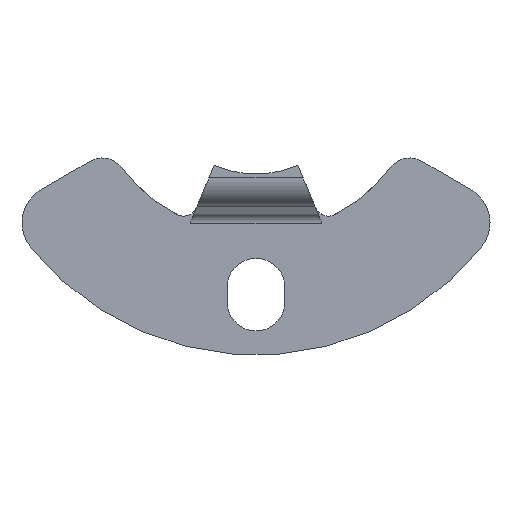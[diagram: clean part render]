
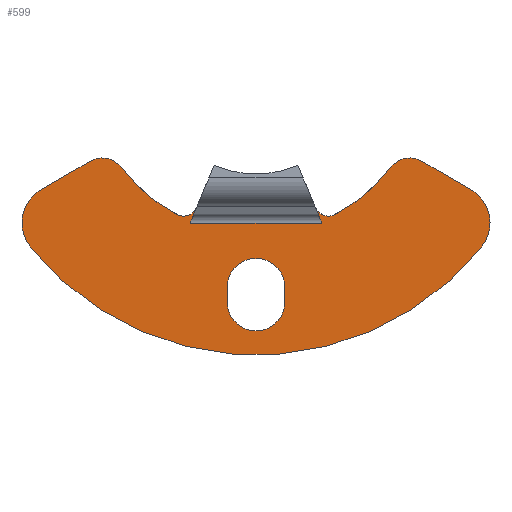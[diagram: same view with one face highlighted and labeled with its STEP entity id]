
A CAD part, front view. The second image highlights one B-rep face of the part: STEP entity #599.
In plain terms, the highlighted planar face has unit normal (0, -1, 0).
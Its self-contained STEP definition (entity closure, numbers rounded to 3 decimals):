
#1=DIRECTION('',(0.,0.,1.));
#2=VECTOR('',#1,3.);
#3=CARTESIAN_POINT('',(6.,0.,-49.));
#4=LINE('',#3,#2);
#5=CARTESIAN_POINT('',(0.,0.,-46.));
#6=DIRECTION('',(0.,-1.,0.));
#7=DIRECTION('',(1.,0.,0.));
#8=AXIS2_PLACEMENT_3D('',#5,#6,#7);
#10=DIRECTION('',(0.,0.,-1.));
#11=VECTOR('',#10,3.);
#12=CARTESIAN_POINT('',(-6.,0.,-46.));
#13=LINE('',#12,#11);
#14=CARTESIAN_POINT('',(0.,0.,-49.));
#15=DIRECTION('',(0.,-1.,0.));
#16=DIRECTION('',(-1.,0.,0.));
#17=AXIS2_PLACEMENT_3D('',#14,#15,#16);
#19=DIRECTION('',(0.,0.,1.));
#20=VECTOR('',#19,0.387);
#21=CARTESIAN_POINT('',(13.5,0.,-32.678));
#22=LINE('',#21,#20);
#23=CARTESIAN_POINT('',(0.,0.,0.));
#24=DIRECTION('',(0.,-1.,0.));
#25=DIRECTION('',(0.471,0.,-0.882));
#26=AXIS2_PLACEMENT_3D('',#23,#24,#25);
#28=CARTESIAN_POINT('',(31.869,0.,-24.173));
#29=DIRECTION('',(0.,-1.,0.));
#30=DIRECTION('',(0.5,0.,0.866));
#31=AXIS2_PLACEMENT_3D('',#28,#29,#30);
#33=DIRECTION('',(0.866,0.,-0.5));
#34=VECTOR('',#33,11.695);
#35=CARTESIAN_POINT('',(34.369,0.,-19.843));
#36=LINE('',#35,#34);
#37=CARTESIAN_POINT('',(40.497,0.,-32.619));
#38=DIRECTION('',(0.,-1.,0.));
#39=DIRECTION('',(0.779,0.,-0.627));
#40=AXIS2_PLACEMENT_3D('',#37,#38,#39);
#42=CARTESIAN_POINT('',(0.,0.,0.));
#43=DIRECTION('',(0.,1.,0.));
#44=DIRECTION('',(0.779,0.,-0.627));
#45=AXIS2_PLACEMENT_3D('',#42,#43,#44);
#47=CARTESIAN_POINT('',(-40.497,0.,-32.619));
#48=DIRECTION('',(0.,-1.,0.));
#49=DIRECTION('',(-0.5,0.,0.866));
#50=AXIS2_PLACEMENT_3D('',#47,#48,#49);
#52=DIRECTION('',(0.866,0.,0.5));
#53=VECTOR('',#52,11.695);
#54=CARTESIAN_POINT('',(-44.497,0.,-25.69));
#55=LINE('',#54,#53);
#56=CARTESIAN_POINT('',(-31.869,0.,-24.173));
#57=DIRECTION('',(0.,-1.,0.));
#58=DIRECTION('',(0.797,0.,0.604));
#59=AXIS2_PLACEMENT_3D('',#56,#57,#58);
#61=CARTESIAN_POINT('',(0.,0.,0.));
#62=DIRECTION('',(0.,-1.,0.));
#63=DIRECTION('',(-0.797,0.,-0.604));
#64=AXIS2_PLACEMENT_3D('',#61,#62,#63);
#66=DIRECTION('',(0.,0.,1.));
#67=VECTOR('',#66,0.387);
#68=CARTESIAN_POINT('',(-13.5,0.,-32.678));
#69=LINE('',#68,#67);
#70=DIRECTION('',(1.,0.,0.));
#71=VECTOR('',#70,27.);
#72=CARTESIAN_POINT('',(-13.5,0.,-32.678));
#73=LINE('',#72,#71);
#235=CARTESIAN_POINT('',(-15.06,0.,-28.235));
#236=DIRECTION('',(0.,1.,0.));
#237=DIRECTION('',(0.923,0.,-0.385));
#238=AXIS2_PLACEMENT_3D('',#235,#236,#237);
#244=DIRECTION('',(-0.385,0.,-0.923));
#245=VECTOR('',#244,3.145);
#246=CARTESIAN_POINT('',(-12.29,0.,-29.389));
#247=LINE('',#246,#245);
#268=DIRECTION('',(0.385,0.,-0.923));
#269=VECTOR('',#268,3.145);
#270=CARTESIAN_POINT('',(12.29,0.,-29.389));
#271=LINE('',#270,#269);
#276=CARTESIAN_POINT('',(15.06,0.,-28.235));
#277=DIRECTION('',(0.,1.,0.));
#278=DIRECTION('',(0.471,0.,-0.882));
#279=AXIS2_PLACEMENT_3D('',#276,#277,#278);
#434=CARTESIAN_POINT('',(6.,0.,-49.));
#435=CARTESIAN_POINT('',(6.,0.,-46.));
#436=VERTEX_POINT('',#434);
#437=VERTEX_POINT('',#435);
#438=CARTESIAN_POINT('',(-6.,0.,-46.));
#439=VERTEX_POINT('',#438);
#440=CARTESIAN_POINT('',(-6.,0.,-49.));
#441=VERTEX_POINT('',#440);
#450=CARTESIAN_POINT('',(46.728,0.,-37.637));
#451=CARTESIAN_POINT('',(44.497,0.,-25.69));
#452=VERTEX_POINT('',#450);
#453=VERTEX_POINT('',#451);
#458=CARTESIAN_POINT('',(-44.497,0.,-25.69));
#459=CARTESIAN_POINT('',(-46.728,0.,-37.637));
#460=VERTEX_POINT('',#458);
#461=VERTEX_POINT('',#459);
#466=CARTESIAN_POINT('',(34.369,0.,-19.843));
#467=CARTESIAN_POINT('',(27.886,0.,-21.152));
#468=VERTEX_POINT('',#466);
#469=VERTEX_POINT('',#467);
#474=CARTESIAN_POINT('',(-27.886,0.,-21.152));
#475=CARTESIAN_POINT('',(-34.369,0.,-19.843));
#476=VERTEX_POINT('',#474);
#477=VERTEX_POINT('',#475);
#482=CARTESIAN_POINT('',(-13.5,0.,-32.678));
#483=CARTESIAN_POINT('',(13.5,0.,-32.678));
#484=VERTEX_POINT('',#482);
#485=VERTEX_POINT('',#483);
#529=CARTESIAN_POINT('',(-16.472,0.,-30.882));
#531=VERTEX_POINT('',#529);
#533=CARTESIAN_POINT('',(-12.29,0.,-29.389));
#535=VERTEX_POINT('',#533);
#537=CARTESIAN_POINT('',(-13.5,0.,-32.292));
#538=VERTEX_POINT('',#537);
#539=CARTESIAN_POINT('',(16.472,0.,-30.882));
#541=VERTEX_POINT('',#539);
#543=CARTESIAN_POINT('',(12.29,0.,-29.389));
#545=VERTEX_POINT('',#543);
#547=CARTESIAN_POINT('',(13.5,0.,-32.292));
#548=VERTEX_POINT('',#547);
#550=CARTESIAN_POINT('',(0.,0.,0.));
#551=DIRECTION('',(0.,1.,0.));
#552=DIRECTION('',(1.,0.,0.));
#553=AXIS2_PLACEMENT_3D('',#550,#551,#552);
#554=PLANE('',#553);
#556=ORIENTED_EDGE('',*,*,#555,.T.);
#558=ORIENTED_EDGE('',*,*,#557,.F.);
#560=ORIENTED_EDGE('',*,*,#559,.F.);
#562=ORIENTED_EDGE('',*,*,#561,.T.);
#564=ORIENTED_EDGE('',*,*,#563,.F.);
#566=ORIENTED_EDGE('',*,*,#565,.T.);
#568=ORIENTED_EDGE('',*,*,#567,.F.);
#570=ORIENTED_EDGE('',*,*,#569,.T.);
#572=ORIENTED_EDGE('',*,*,#571,.F.);
#574=ORIENTED_EDGE('',*,*,#573,.T.);
#576=ORIENTED_EDGE('',*,*,#575,.F.);
#578=ORIENTED_EDGE('',*,*,#577,.T.);
#580=ORIENTED_EDGE('',*,*,#579,.F.);
#582=ORIENTED_EDGE('',*,*,#581,.T.);
#584=ORIENTED_EDGE('',*,*,#583,.F.);
#586=ORIENTED_EDGE('',*,*,#585,.T.);
#587=EDGE_LOOP('',(#556,#558,#560,#562,#564,#566,#568,#570,#572,#574,#576,#578,
#580,#582,#584,#586));
#588=FACE_OUTER_BOUND('',#587,.F.);
#590=ORIENTED_EDGE('',*,*,#589,.T.);
#592=ORIENTED_EDGE('',*,*,#591,.T.);
#594=ORIENTED_EDGE('',*,*,#593,.T.);
#596=ORIENTED_EDGE('',*,*,#595,.T.);
#597=EDGE_LOOP('',(#590,#592,#594,#596));
#598=FACE_BOUND('',#597,.F.);
#9=CIRCLE('',#8,6.);
#18=CIRCLE('',#17,6.);
#27=CIRCLE('',#26,35.);
#32=CIRCLE('',#31,5.);
#41=CIRCLE('',#40,8.);
#46=CIRCLE('',#45,60.);
#51=CIRCLE('',#50,8.);
#60=CIRCLE('',#59,5.);
#65=CIRCLE('',#64,35.);
#239=CIRCLE('',#238,3.);
#280=CIRCLE('',#279,3.);
#555=EDGE_CURVE('',#485,#548,#22,.T.);
#557=EDGE_CURVE('',#545,#548,#271,.T.);
#559=EDGE_CURVE('',#541,#545,#280,.T.);
#561=EDGE_CURVE('',#541,#469,#27,.T.);
#563=EDGE_CURVE('',#468,#469,#32,.T.);
#565=EDGE_CURVE('',#468,#453,#36,.T.);
#567=EDGE_CURVE('',#452,#453,#41,.T.);
#569=EDGE_CURVE('',#452,#461,#46,.T.);
#571=EDGE_CURVE('',#460,#461,#51,.T.);
#573=EDGE_CURVE('',#460,#477,#55,.T.);
#575=EDGE_CURVE('',#476,#477,#60,.T.);
#577=EDGE_CURVE('',#476,#531,#65,.T.);
#579=EDGE_CURVE('',#535,#531,#239,.T.);
#581=EDGE_CURVE('',#535,#538,#247,.T.);
#583=EDGE_CURVE('',#484,#538,#69,.T.);
#585=EDGE_CURVE('',#484,#485,#73,.T.);
#589=EDGE_CURVE('',#436,#437,#4,.T.);
#591=EDGE_CURVE('',#437,#439,#9,.T.);
#593=EDGE_CURVE('',#439,#441,#13,.T.);
#595=EDGE_CURVE('',#441,#436,#18,.T.);
#599=ADVANCED_FACE('',(#588,#598),#554,.F.);
